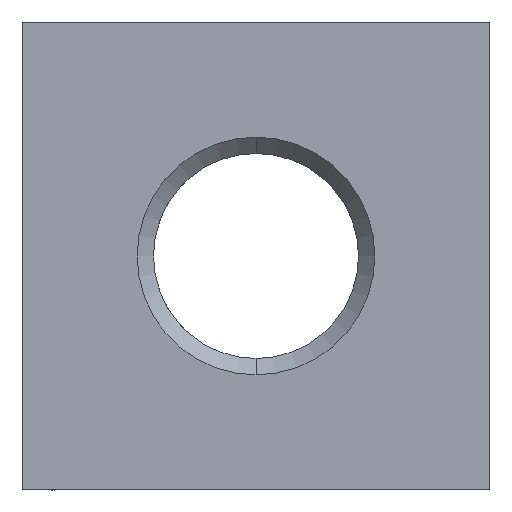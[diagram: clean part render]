
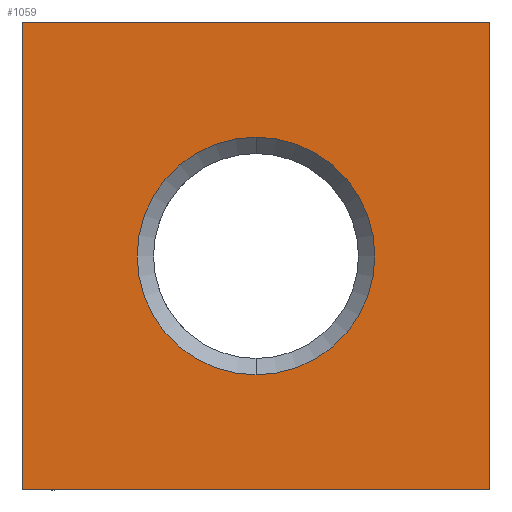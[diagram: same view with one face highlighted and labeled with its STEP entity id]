
A CAD part, left-side view. The second image highlights one B-rep face of the part: STEP entity #1059.
In plain terms, the highlighted planar face has unit normal (-1, 0, 0).
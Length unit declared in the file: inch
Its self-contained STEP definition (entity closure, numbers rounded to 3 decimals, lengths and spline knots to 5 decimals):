
#13 = VECTOR ( 'NONE', #1088, 39.37008 ) ;
#14 = VECTOR ( 'NONE', #30, 39.37008 ) ;
#30 = DIRECTION ( 'NONE',  ( 0., -1., 0. ) ) ;
#38 = DIRECTION ( 'NONE',  ( 0., 1., 0. ) ) ;
#39 = CARTESIAN_POINT ( 'NONE',  ( -3.25, 0.5, 0.5 ) ) ;
#155 = EDGE_LOOP ( 'NONE', ( #998, #673, #787, #617 ) ) ;
#156 = LINE ( 'NONE', #1676, #13 ) ;
#183 = CARTESIAN_POINT ( 'NONE',  ( -3.25, -0.5, -0.5 ) ) ;
#262 = EDGE_LOOP ( 'NONE', ( #1515, #1038 ) ) ;
#304 = CIRCLE ( 'NONE', #1018, 0.254 ) ;
#342 = CARTESIAN_POINT ( 'NONE',  ( -3.25, -0.5, 0.5 ) ) ;
#427 = CARTESIAN_POINT ( 'NONE',  ( -3.25, 0.5, -0.5 ) ) ;
#438 = CARTESIAN_POINT ( 'NONE',  ( -3.25, 0.5, 0.5 ) ) ;
#486 = EDGE_CURVE ( 'NONE', #1357, #1049, #304, .T. ) ;
#494 = EDGE_CURVE ( 'NONE', #1271, #1651, #1299, .T. ) ;
#500 = CIRCLE ( 'NONE', #977, 0.254 ) ;
#557 = DIRECTION ( 'NONE',  ( 0., 0., 1. ) ) ;
#597 = CARTESIAN_POINT ( 'NONE',  ( -3.25, 0., 0.254 ) ) ;
#617 = ORIENTED_EDGE ( 'NONE', *, *, #1281, .F. ) ;
#636 = DIRECTION ( 'NONE',  ( -1., 0., 0. ) ) ;
#673 = ORIENTED_EDGE ( 'NONE', *, *, #494, .F. ) ;
#692 = VECTOR ( 'NONE', #38, 39.37008 ) ;
#784 = EDGE_CURVE ( 'NONE', #1651, #1246, #856, .T. ) ;
#787 = ORIENTED_EDGE ( 'NONE', *, *, #819, .F. ) ;
#819 = EDGE_CURVE ( 'NONE', #1264, #1271, #156, .T. ) ;
#856 = LINE ( 'NONE', #342, #1428 ) ;
#882 = DIRECTION ( 'NONE',  ( 0., 0., 1. ) ) ;
#931 = EDGE_CURVE ( 'NONE', #1049, #1357, #500, .T. ) ;
#961 = CARTESIAN_POINT ( 'NONE',  ( -3.25, 0., 0. ) ) ;
#968 = FACE_OUTER_BOUND ( 'NONE', #155, .T. ) ;
#977 = AXIS2_PLACEMENT_3D ( 'NONE', #1393, #1240, #882 ) ;
#998 = ORIENTED_EDGE ( 'NONE', *, *, #784, .F. ) ;
#1018 = AXIS2_PLACEMENT_3D ( 'NONE', #961, #1633, #557 ) ;
#1038 = ORIENTED_EDGE ( 'NONE', *, *, #486, .T. ) ;
#1049 = VERTEX_POINT ( 'NONE', #597 ) ;
#1058 = CARTESIAN_POINT ( 'NONE',  ( -3.25, -0.5, 0.5 ) ) ;
#1059 = ADVANCED_FACE ( 'NONE', ( #1617, #968 ), #1546, .T. ) ;
#1082 = AXIS2_PLACEMENT_3D ( 'NONE', #1291, #636, #1562 ) ;
#1088 = DIRECTION ( 'NONE',  ( 0., 0., 1. ) ) ;
#1240 = DIRECTION ( 'NONE',  ( 1., 0., 0. ) ) ;
#1246 = VERTEX_POINT ( 'NONE', #183 ) ;
#1264 = VERTEX_POINT ( 'NONE', #427 ) ;
#1265 = DIRECTION ( 'NONE',  ( 0., 0., -1. ) ) ;
#1271 = VERTEX_POINT ( 'NONE', #438 ) ;
#1281 = EDGE_CURVE ( 'NONE', #1246, #1264, #1452, .T. ) ;
#1291 = CARTESIAN_POINT ( 'NONE',  ( -3.25, -0.5, 0.5 ) ) ;
#1299 = LINE ( 'NONE', #39, #14 ) ;
#1357 = VERTEX_POINT ( 'NONE', #1528 ) ;
#1393 = CARTESIAN_POINT ( 'NONE',  ( -3.25, 0., 0. ) ) ;
#1428 = VECTOR ( 'NONE', #1265, 39.37008 ) ;
#1452 = LINE ( 'NONE', #1632, #692 ) ;
#1515 = ORIENTED_EDGE ( 'NONE', *, *, #931, .T. ) ;
#1528 = CARTESIAN_POINT ( 'NONE',  ( -3.25, 0., -0.254 ) ) ;
#1546 = PLANE ( 'NONE',  #1082 ) ;
#1562 = DIRECTION ( 'NONE',  ( 0., 0., 1. ) ) ;
#1617 = FACE_BOUND ( 'NONE', #262, .T. ) ;
#1632 = CARTESIAN_POINT ( 'NONE',  ( -3.25, -0.5, -0.5 ) ) ;
#1633 = DIRECTION ( 'NONE',  ( 1., 0., 0. ) ) ;
#1651 = VERTEX_POINT ( 'NONE', #1058 ) ;
#1676 = CARTESIAN_POINT ( 'NONE',  ( -3.25, 0.5, -0.5 ) ) ;
